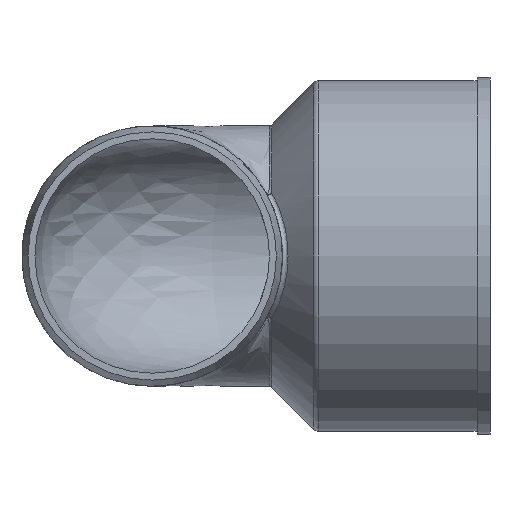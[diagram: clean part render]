
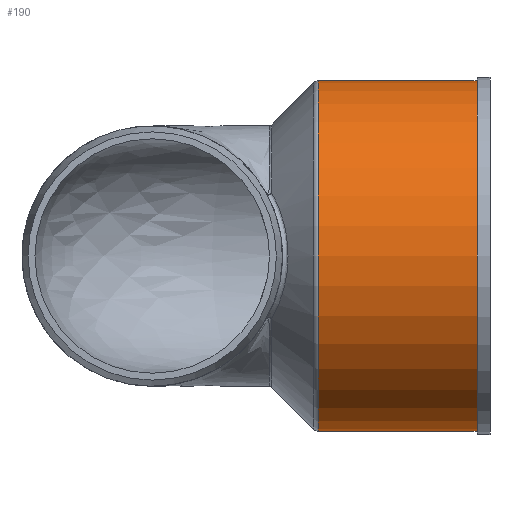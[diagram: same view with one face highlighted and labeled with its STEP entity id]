
A CAD part, front view. The second image highlights one B-rep face of the part: STEP entity #190.
In plain terms, the highlighted cylindrical face has radius 27 mm (diameter 54 mm), a full revolution.
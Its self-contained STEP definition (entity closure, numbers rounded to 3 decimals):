
#22=CYLINDRICAL_SURFACE('',#211,27.);
#37=FACE_BOUND('',#70,.T.);
#50=FACE_OUTER_BOUND('',#69,.T.);
#69=EDGE_LOOP('',(#152));
#70=EDGE_LOOP('',(#153));
#95=CIRCLE('',#208,27.);
#97=CIRCLE('',#212,27.);
#111=VERTEX_POINT('',#298);
#115=VERTEX_POINT('',#387);
#127=EDGE_CURVE('',#111,#111,#95,.T.);
#131=EDGE_CURVE('',#115,#115,#97,.T.);
#152=ORIENTED_EDGE('',*,*,#131,.T.);
#153=ORIENTED_EDGE('',*,*,#127,.F.);
#190=ADVANCED_FACE('',(#50,#37),#22,.T.);
#208=AXIS2_PLACEMENT_3D('',#299,#240,#241);
#211=AXIS2_PLACEMENT_3D('',#386,#246,#247);
#212=AXIS2_PLACEMENT_3D('',#388,#248,#249);
#240=DIRECTION('center_axis',(-1.,0.,0.));
#241=DIRECTION('ref_axis',(0.,1.,0.));
#246=DIRECTION('center_axis',(-1.,0.,0.));
#247=DIRECTION('ref_axis',(0.,-1.,0.));
#248=DIRECTION('center_axis',(-1.,0.,0.));
#249=DIRECTION('ref_axis',(0.,0.,1.));
#298=CARTESIAN_POINT('',(25.586,48.5,0.));
#299=CARTESIAN_POINT('Origin',(25.586,75.5,0.));
#386=CARTESIAN_POINT('Origin',(37.586,75.5,0.));
#387=CARTESIAN_POINT('',(50.,48.5,0.));
#388=CARTESIAN_POINT('Origin',(50.,75.5,0.));
